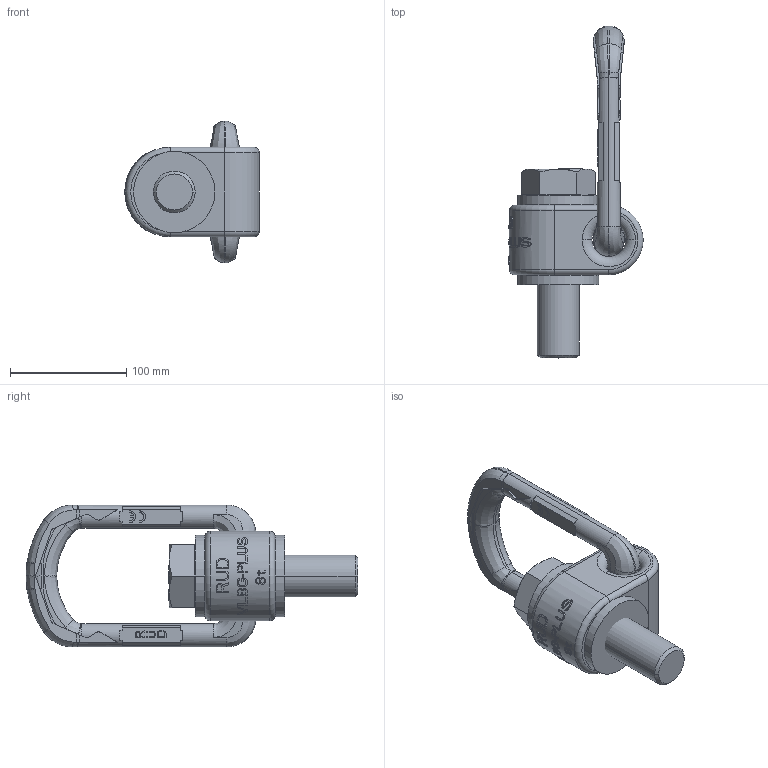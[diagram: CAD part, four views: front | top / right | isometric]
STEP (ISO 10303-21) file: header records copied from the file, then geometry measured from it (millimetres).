
FILE_DESCRIPTION((''),'2;1');
FILE_NAME('001-M31221-P-20_ASM','2019-02-06T',('anja.joas'),(''),'PRO/ENGINEER BY PARAMETRIC TECHNOLOGY CORPORATION, 2011490','PRO/ENGINEER BY PARAMETRIC TECHNOLOGY CORPORATION, 2011490','');
FILE_SCHEMA(('CONFIG_CONTROL_DESIGN'));
Length unit declared in the file: millimetre
Products named in the file (4): 001-M31221-P-10; 001-M31221-P-20; 001-M31124-P-10; 001-M31221-P-20_ASM
Assembly tree (3 placements, depth 2):
  001-M31221-P-20_ASM
    001-M31221-P-10
    001-M31221-P-20
    001-M31124-P-10
Bounding box: 115.5 x 285.75 x 122 mm (x, y, z)
Volume: 800633.7 mm3; surface area: 120679.2 mm2
Topology: 3 solids, 3 shells, 977 faces, 2679 edges, 1756 vertices
Faces by surface type: plane 785, cylinder 94, bspline 72, torus 14, cone 12
Entity records: 36104 total; most frequent: CARTESIAN_POINT 12652, ORIENTED_EDGE 5358, DIRECTION 4081, EDGE_CURVE 2679, VERTEX_POINT 1756, VECTOR 1637, LINE 1637, AXIS2_PLACEMENT_3D 1222
